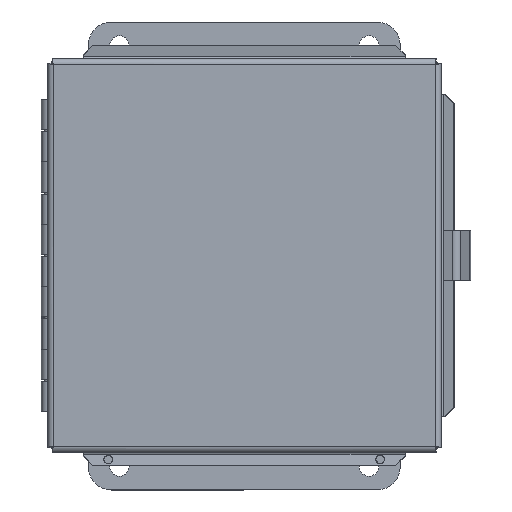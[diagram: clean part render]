
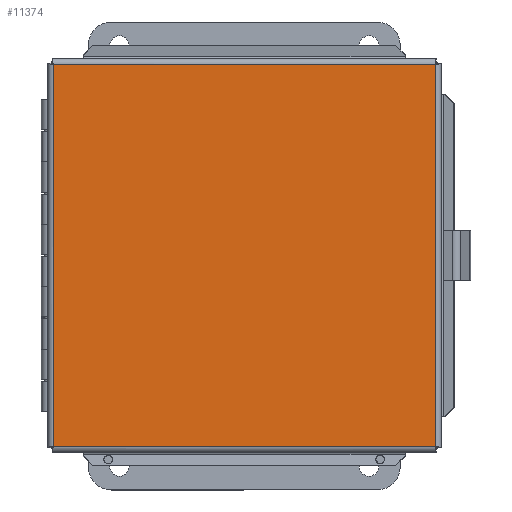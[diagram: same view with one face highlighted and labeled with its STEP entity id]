
A CAD part, top view. The second image highlights one B-rep face of the part: STEP entity #11374.
In plain terms, the highlighted face is planar.
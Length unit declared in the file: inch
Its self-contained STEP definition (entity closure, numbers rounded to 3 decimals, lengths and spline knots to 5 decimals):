
#10693=CARTESIAN_POINT('',(6.21675,0.09325,0.));
#10694=VERTEX_POINT('',#10693);
#10705=CARTESIAN_POINT('',(6.21675,6.21675,0.));
#10706=VERTEX_POINT('',#10705);
#10707=CARTESIAN_POINT('',(6.21675,6.21675,0.));
#10708=DIRECTION('',(0.0,-1.0,0.0));
#10709=VECTOR('',#10708,6.1235);
#10710=LINE('',#10707,#10709);
#10711=EDGE_CURVE('',#10706,#10694,#10710,.T.);
#10871=CARTESIAN_POINT('',(0.09325,0.09325,0.));
#10872=VERTEX_POINT('',#10871);
#10883=CARTESIAN_POINT('',(6.21675,0.09325,0.));
#10884=DIRECTION('',(-1.0,0.0,0.0));
#10885=VECTOR('',#10884,6.1235);
#10886=LINE('',#10883,#10885);
#10887=EDGE_CURVE('',#10694,#10872,#10886,.T.);
#11040=CARTESIAN_POINT('',(0.09325,6.21675,0.));
#11041=VERTEX_POINT('',#11040);
#11052=CARTESIAN_POINT('',(0.09325,0.09325,0.));
#11053=DIRECTION('',(0.0,1.0,0.0));
#11054=VECTOR('',#11053,6.1235);
#11055=LINE('',#11052,#11054);
#11056=EDGE_CURVE('',#10872,#11041,#11055,.T.);
#11219=CARTESIAN_POINT('',(0.09325,6.21675,0.));
#11220=DIRECTION('',(1.0,0.0,0.0));
#11221=VECTOR('',#11220,6.1235);
#11222=LINE('',#11219,#11221);
#11223=EDGE_CURVE('',#11041,#10706,#11222,.T.);
#11363=CARTESIAN_POINT('',(3.155,3.155,0.));
#11364=DIRECTION('',(0.0,0.0,1.0));
#11365=DIRECTION('',(1.0,0.0,0.0));
#11366=AXIS2_PLACEMENT_3D('',#11363,#11364,#11365);
#11367=PLANE('',#11366);
#11368=ORIENTED_EDGE('',*,*,#10711,.T.);
#11369=ORIENTED_EDGE('',*,*,#10887,.T.);
#11370=ORIENTED_EDGE('',*,*,#11056,.T.);
#11371=ORIENTED_EDGE('',*,*,#11223,.T.);
#11372=EDGE_LOOP('',(#11368,#11369,#11370,#11371));
#11373=FACE_OUTER_BOUND('',#11372,.T.);
#11374=ADVANCED_FACE('',(#11373),#11367,.F.);
